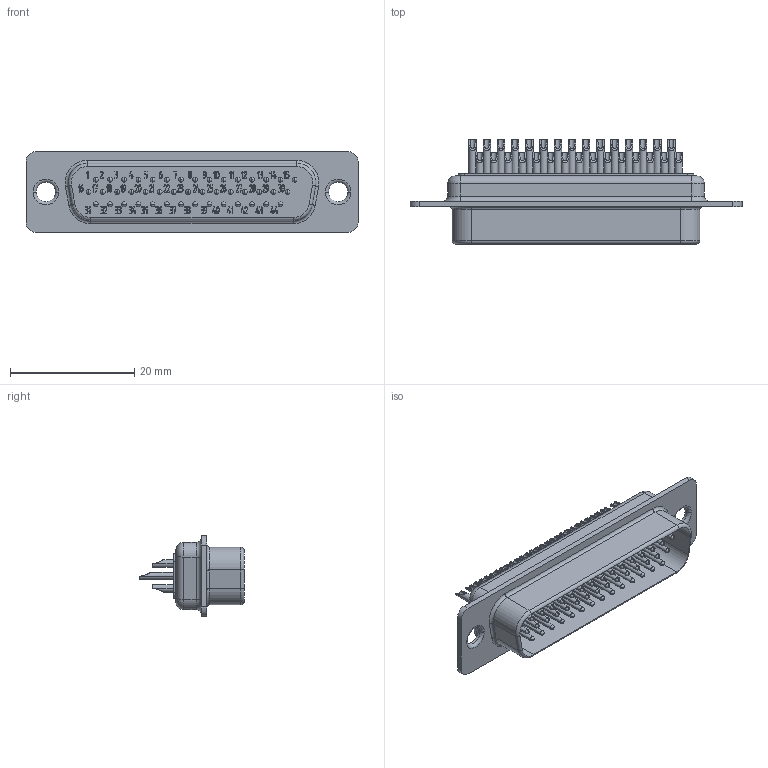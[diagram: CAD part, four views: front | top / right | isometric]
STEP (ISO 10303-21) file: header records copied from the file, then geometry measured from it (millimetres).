
FILE_DESCRIPTION(('Creo Elements/Direct Modeling STEP Export'),'2;1');
FILE_NAME('model.stp','2019-08-19T14:28:05',(''),(''),'Creo Elements/Direct Modeling STEP processor for AP214 (Solid Model)','Creo Elements/Direct Modeling 20.1A 29-Sep-2018 (C) Parametric Technology GmbH','');
FILE_SCHEMA(('AUTOMOTIVE_DESIGN { 1 0 10303 214 1 1 1 1 }'));
Products named in the file (2): VS-25-ST-DSUB-HD-EG
Assembly tree (1 placements, depth 2):
  VS-25-ST-DSUB-HD-EG
    VS-25-ST-DSUB-HD-EG
Bounding box: 53.42 x 16.76 x 12.93 mm (x, y, z)
Volume: 2775 mm3; surface area: 4521.1 mm2
Topology: 1 solids, 1 shells, 2342 faces, 6337 edges, 4202 vertices
Faces by surface type: plane 1019, cylinder 758, extrusion 457, torus 108
Entity records: 114026 total; most frequent: CARTESIAN_POINT 37798, ORIENTED_EDGE 12674, DIRECTION 10520, EDGE_CURVE 6337, VERTEX_POINT 4202, VECTOR 3992, LINE 3535, AXIS2_PLACEMENT_3D 3264
